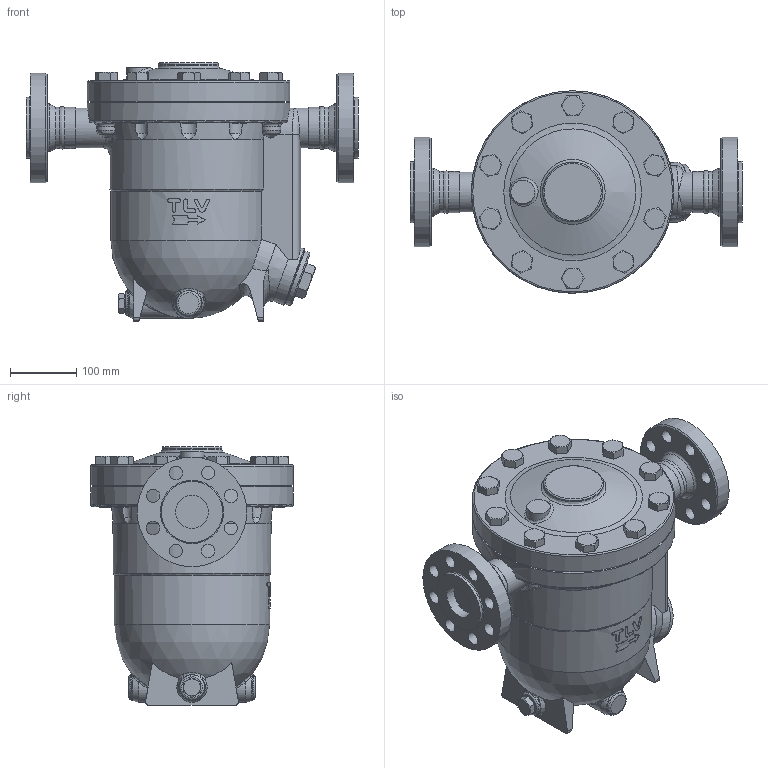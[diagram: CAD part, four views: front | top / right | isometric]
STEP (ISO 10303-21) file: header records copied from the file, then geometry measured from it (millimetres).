
FILE_DESCRIPTION((''),'2;1');
FILE_NAME('j75rx-050-a0600-00.stp','2010-09-14T14:12:33',('nakaot'),(''),'Autodesk Inventor 2008','Autodesk Inventor 2008','');
FILE_SCHEMA(('AUTOMOTIVE_DESIGN { 1 0 10303 214 1 1 1 1 }'));
Length unit declared in the file: millimetre
Products named in the file (1): j75rx-050-a0600-00
Bounding box: 500 x 305 x 389 mm (x, y, z)
Volume: 19166870.5 mm3; surface area: 702953.7 mm2
Topology: 2 solids, 2 shells, 440 faces, 1096 edges, 691 vertices
Faces by surface type: plane 155, bspline 116, cone 93, cylinder 69, torus 5, sphere 2
Full cylindrical faces by diameter (mm): 20 x24, 21 x1, 50 x1, 60 x2, 62 x3, 83 x1, 85 x1, 90 x2, 92.1 x1, 165 x1, 235 x1, 305 x2
Entity records: 27528 total; most frequent: CARTESIAN_POINT 18656, ORIENTED_EDGE 1898, DIRECTION 1584, EDGE_CURVE 949, AXIS2_PLACEMENT_3D 674, VERTEX_POINT 645, EDGE_LOOP 624, FACE_OUTER_BOUND 439
